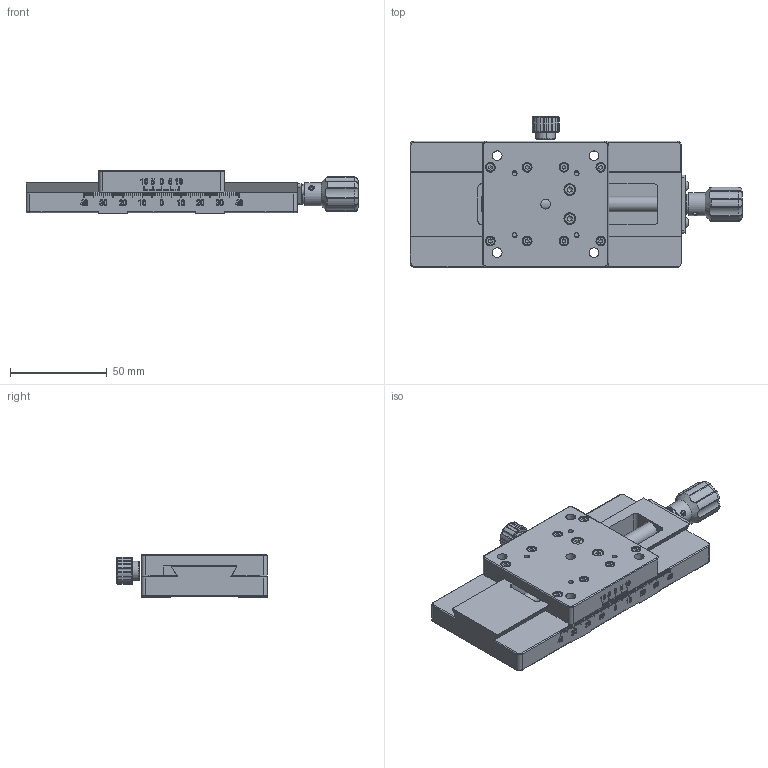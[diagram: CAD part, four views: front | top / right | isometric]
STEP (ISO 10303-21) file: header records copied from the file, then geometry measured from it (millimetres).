
FILE_DESCRIPTION (( 'STEP AP214' ), '1' );
FILE_NAME ('SPYB75 忒雄弇痄怢.STEP', '2021-11-23T02:42:17', ( '' ), ( '' ), 'SwSTEP 2.0', 'SolidWorks 2018', '' );
FILE_SCHEMA (( 'AUTOMOTIVE_DESIGN' ));
Length unit declared in the file: millimetre
Products named in the file (1): SPYB75 忒雄弇痄怢
Bounding box: 171.4 x 77.6 x 22 mm (x, y, z)
Surface area: 41126.1 mm2 (no closed solid volume)
Topology: 0 solids, 34 shells, 1023 faces, 3903 edges, 2655 vertices
Faces by surface type: plane 605, bspline 189, cylinder 133, torus 77, cone 19
Full cylindrical faces by diameter (mm): 0.6 x1, 2.5 x4, 4.5 x1, 5 x13, 5.5 x1, 6 x2, 6.6 x4, 8 x1, 10 x1, 10.2 x2, 12 x1
Entity records: 65087 total; most frequent: CARTESIAN_POINT 24304, ORIENTED_EDGE 5881, DIRECTION 5216, EDGE_CURVE 3772, VERTEX_POINT 2628, LINE 2380, VECTOR 2380, AXIS2_PLACEMENT_3D 1418
